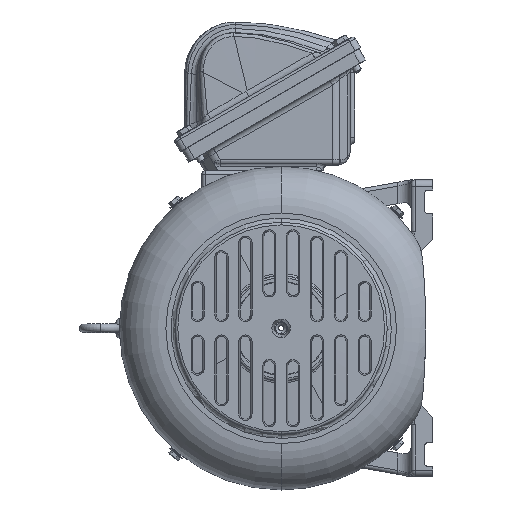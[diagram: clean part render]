
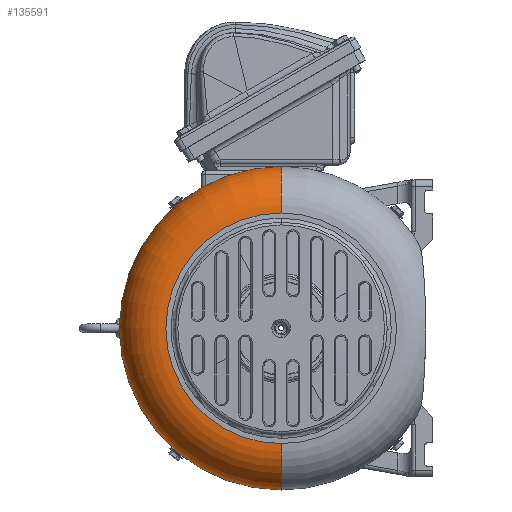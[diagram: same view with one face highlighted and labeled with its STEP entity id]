
A CAD part, left-side view. The second image highlights one B-rep face of the part: STEP entity #135591.
In plain terms, the highlighted toroidal (fillet/blend) face has major radius 87 mm and minor radius 35 mm.
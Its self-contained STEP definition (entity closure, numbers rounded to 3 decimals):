
#133806=CARTESIAN_POINT('Vertex',(-124.6,75.859,212.406)) ;
#134270=CARTESIAN_POINT('Vertex',(-124.6,75.859,-31.594)) ;
#134273=CARTESIAN_POINT('Axis2P3D Location',(-124.6,75.859,90.406)) ;
#134420=CARTESIAN_POINT('Axis2P3D Location',(-124.6,75.859,3.406)) ;
#134424=CARTESIAN_POINT('Vertex',(-159.6,75.859,3.406)) ;
#134549=CARTESIAN_POINT('Axis2P3D Location',(-124.6,75.859,177.406)) ;
#134553=CARTESIAN_POINT('Vertex',(-159.6,75.859,177.406)) ;
#135575=CARTESIAN_POINT('Axis2P3D Location',(-124.6,75.859,90.406)) ;
#135580=CARTESIAN_POINT('Axis2P3D Location',(-159.6,75.859,90.406)) ;
#134274=DIRECTION('Axis2P3D Direction',(-1.,0.,0.)) ;
#134421=DIRECTION('Axis2P3D Direction',(0.,1.,0.)) ;
#134550=DIRECTION('Axis2P3D Direction',(0.,-1.,0.)) ;
#135576=DIRECTION('Axis2P3D Direction',(-1.,0.,0.)) ;
#135577=DIRECTION('Axis2P3D XDirection',(0.,0.,1.)) ;
#135581=DIRECTION('Axis2P3D Direction',(-1.,0.,0.)) ;
#134275=AXIS2_PLACEMENT_3D('Circle Axis2P3D',#134273,#134274,$) ;
#134422=AXIS2_PLACEMENT_3D('Circle Axis2P3D',#134420,#134421,$) ;
#134551=AXIS2_PLACEMENT_3D('Circle Axis2P3D',#134549,#134550,$) ;
#135578=AXIS2_PLACEMENT_3D('Torus Axis2P3D',#135575,#135576,#135577) ;
#135582=AXIS2_PLACEMENT_3D('Circle Axis2P3D',#135580,#135581,$) ;
#135586=ORIENTED_EDGE('',*,*,#134277,.F.) ;
#135587=ORIENTED_EDGE('',*,*,#134426,.T.) ;
#135588=ORIENTED_EDGE('',*,*,#135584,.F.) ;
#135589=ORIENTED_EDGE('',*,*,#134555,.F.) ;
#135591=ADVANCED_FACE('\X2\51434EF6672C9AD4\X0\',(#135590),#135579,.T.) ;
#134276=CIRCLE('generated circle',#134275,122.) ;
#134423=CIRCLE('generated circle',#134422,35.) ;
#134552=CIRCLE('generated circle',#134551,35.) ;
#135583=CIRCLE('generated circle',#135582,87.) ;
#135579=TOROIDAL_SURFACE('homeo Torus',#135578,87.,35.) ;
#134277=EDGE_CURVE('',#134271,#133807,#134276,.F.) ;
#134426=EDGE_CURVE('',#134271,#134425,#134423,.T.) ;
#134555=EDGE_CURVE('',#133807,#134554,#134552,.T.) ;
#135584=EDGE_CURVE('',#134554,#134425,#135583,.T.) ;
#135585=EDGE_LOOP('',(#135586,#135587,#135588,#135589)) ;
#135590=FACE_OUTER_BOUND('',#135585,.T.) ;
#133807=VERTEX_POINT('',#133806) ;
#134271=VERTEX_POINT('',#134270) ;
#134425=VERTEX_POINT('',#134424) ;
#134554=VERTEX_POINT('',#134553) ;
